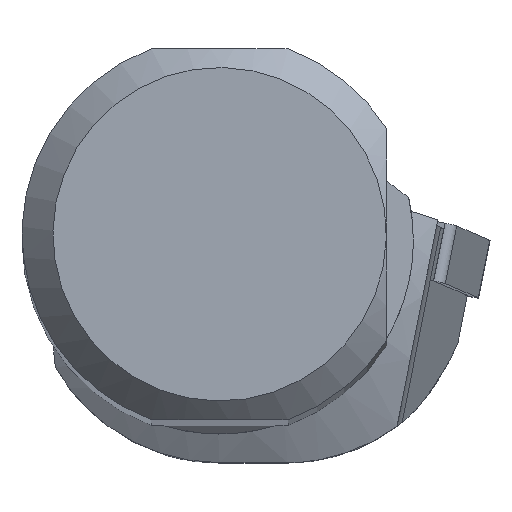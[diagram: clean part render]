
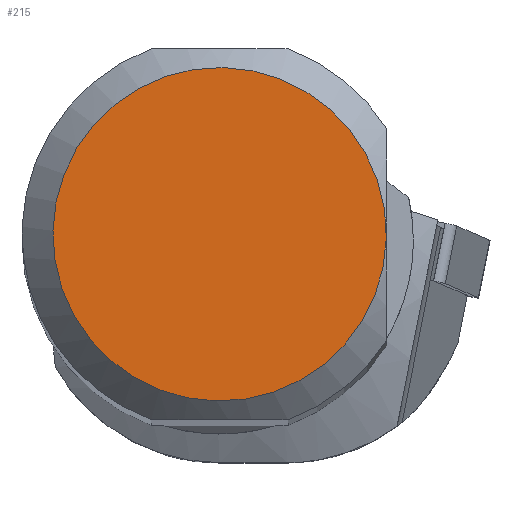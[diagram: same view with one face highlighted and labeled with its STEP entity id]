
A CAD part, top view. The second image highlights one B-rep face of the part: STEP entity #215.
In plain terms, the highlighted planar face has unit normal (0, 0, 1).
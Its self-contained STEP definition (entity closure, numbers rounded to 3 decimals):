
#167=FACE_OUTER_BOUND('',#419,.T.);
#215=ADVANCED_FACE('CU_SU_BP3',(#167),#245,.F.);
#245=PLANE('',#1119);
#419=EDGE_LOOP('',(#640));
#640=ORIENTED_EDGE('',*,*,#900,.T.);
#779=VERTEX_POINT('',#1799);
#900=EDGE_CURVE('',#779,#779,#941,.T.);
#941=CIRCLE('',#1112,13.489);
#1112=AXIS2_PLACEMENT_3D('',#1798,#1342,#1343);
#1119=AXIS2_PLACEMENT_3D('',#1819,#1357,#1358);
#1342=DIRECTION('',(0.,0.,1.));
#1343=DIRECTION('',(-0.981,0.194,0.));
#1357=DIRECTION('',(0.,0.,-1.));
#1358=DIRECTION('',(-0.981,0.194,0.));
#1798=CARTESIAN_POINT('',(0.,0.,0.));
#1799=CARTESIAN_POINT('',(-13.234,2.614,0.));
#1819=CARTESIAN_POINT('',(-15.989,0.,0.));
